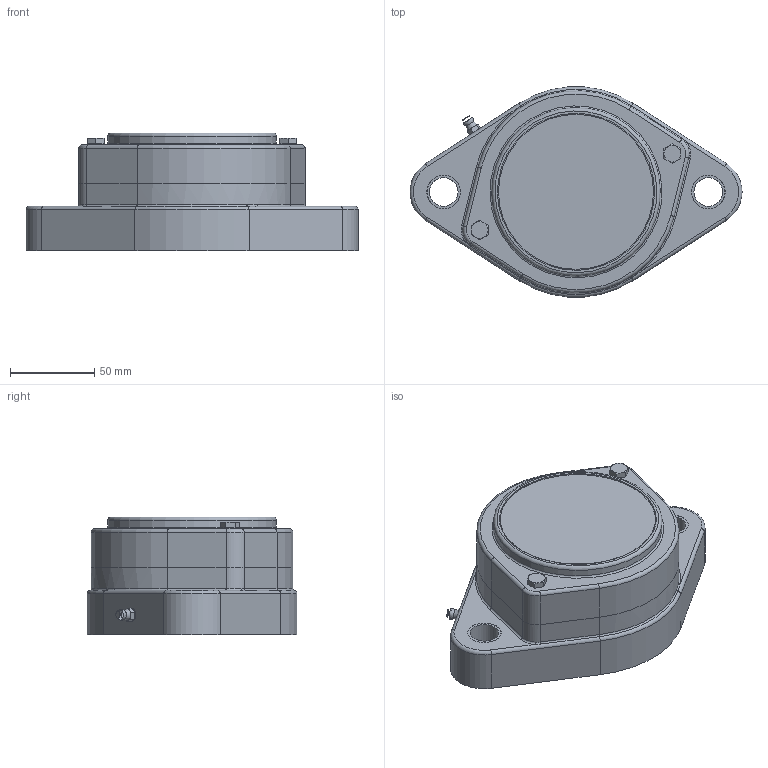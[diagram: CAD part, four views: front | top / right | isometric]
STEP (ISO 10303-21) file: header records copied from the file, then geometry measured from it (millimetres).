
FILE_DESCRIPTION(/* description */ (''),/* implementation_level */ '2;1');
FILE_NAME(/* name */ 'NGB50F20.stp',/* time_stamp */ '2025-08-14T10:34:06+02:00',/* author */ ('rhm'),/* organization */ (''),/* preprocessor_version */ 'ST-DEVELOPER v19.2',/* originating_system */ 'Autodesk Inventor 2023',/* authorisation */ '');
FILE_SCHEMA (('AUTOMOTIVE_DESIGN { 1 0 10303 214 3 1 1 }'));
Length unit declared in the file: millimetre
Products named in the file (1): Part1
Bounding box: 197 x 124.58 x 70 mm (x, y, z)
Volume: 675680.5 mm3; surface area: 118507.6 mm2
Topology: 1 solids, 9 shells, 351 faces, 800 edges, 494 vertices
Faces by surface type: plane 134, cylinder 111, cone 54, torus 47, bspline 4, sphere 1
Full cylindrical faces by diameter (mm): 3 x1, 4.917 x2, 5.459 x2, 6 x5, 6.5 x2, 6.647 x2, 6.8 x1, 8 x2, 8.7 x2, 9 x2, 17 x2, 19.8 x2, 50 x2, 54.8 x1, 58.3 x1, 60.2 x1, 61 x1, 61.5 x2, 65 x1, 70 x1, 82 x1, 88 x2, 92 x2, 93.2 x1, 100 x1
Entity records: 10569 total; most frequent: CARTESIAN_POINT 2097, DIRECTION 1794, ORIENTED_EDGE 1590, EDGE_CURVE 795, AXIS2_PLACEMENT_3D 742, VERTEX_POINT 494, EDGE_LOOP 407, CIRCLE 394
